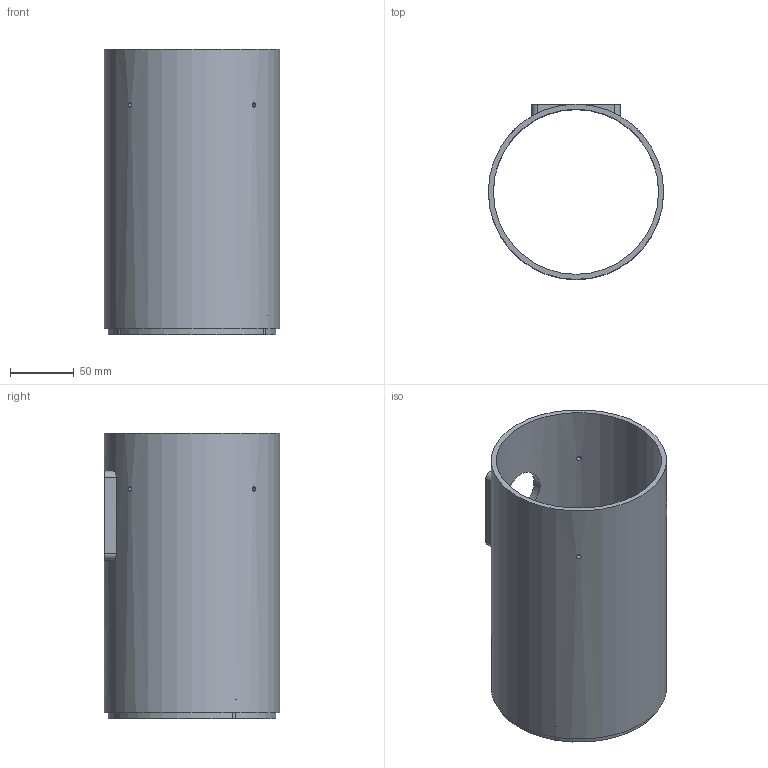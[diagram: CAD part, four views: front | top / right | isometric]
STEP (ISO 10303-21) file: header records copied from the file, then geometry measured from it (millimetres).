
FILE_DESCRIPTION(/* description */ (''),/* implementation_level */ '2;1');
FILE_NAME(/* name */ 'Tube_Segment_4_Focuser.step',/* time_stamp */ '2026-01-02T12:59:01-05:00',/* author */ (''),/* organization */ (''),/* preprocessor_version */ 'ST-DEVELOPER v20.1',/* originating_system */ 'Autodesk Translation Framework v14.21.0.0',/* authorisation */ '');
FILE_SCHEMA (('AUTOMOTIVE_DESIGN { 1 0 10303 214 3 1 1 }'));
Length unit declared in the file: millimetre
Products named in the file (1): Tube_Segment_4_Focuser
Bounding box: 138 x 138 x 225 mm (x, y, z)
Volume: 381079.3 mm3; surface area: 193351.9 mm2
Topology: 1 solids, 1 shells, 38 faces, 105 edges, 71 vertices
Faces by surface type: cylinder 21, plane 13, cone 4
Full cylindrical faces by diameter (mm): 3.05 x3, 3.5 x4, 5.6 x4, 38 x1, 130 x1, 138 x1
Entity records: 1608 total; most frequent: CARTESIAN_POINT 594, ORIENTED_EDGE 202, DIRECTION 196, EDGE_CURVE 101, AXIS2_PLACEMENT_3D 78, VERTEX_POINT 71, EDGE_LOOP 56, LINE 40
